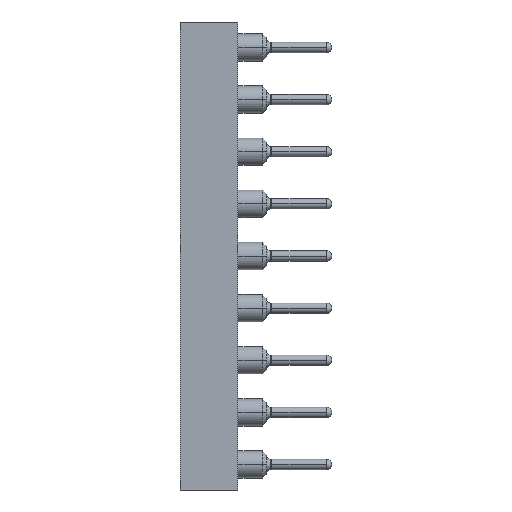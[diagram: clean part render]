
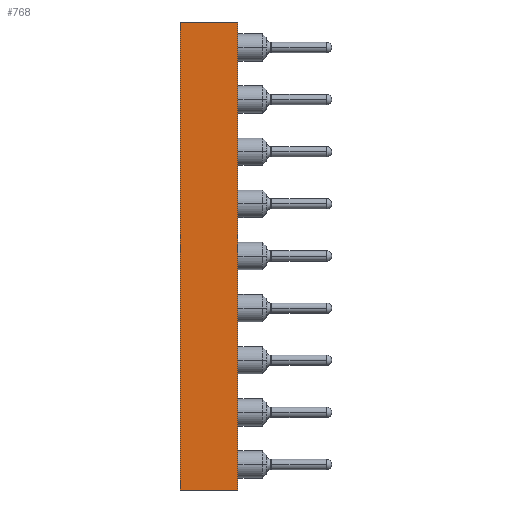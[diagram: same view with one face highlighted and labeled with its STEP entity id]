
A CAD part, left-side view. The second image highlights one B-rep face of the part: STEP entity #768.
In plain terms, the highlighted planar face has unit normal (-1, 0, 0).
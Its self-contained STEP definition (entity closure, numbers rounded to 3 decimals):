
#768=ADVANCED_FACE('',(#2245),#2246,.T.);
#2245=FACE_OUTER_BOUND('',#3735,.T.);
#2246=PLANE('',#3736);
#3735=EDGE_LOOP('',(#8755,#8756,#8757,#8758));
#3736=AXIS2_PLACEMENT_3D('',#8759,#8760,#8761);
#8755=ORIENTED_EDGE('',*,*,#10295,.T.);
#8756=ORIENTED_EDGE('',*,*,#10296,.F.);
#8757=ORIENTED_EDGE('',*,*,#10270,.T.);
#8758=ORIENTED_EDGE('',*,*,#10294,.T.);
#8759=CARTESIAN_POINT('',(-5.05,1.4,-11.4));
#8760=DIRECTION('',(-1.0,0.0,0.0));
#8761=DIRECTION('',(0.0,-1.0,0.0));
#10270=EDGE_CURVE('',#12615,#12613,#12616,.T.);
#10294=EDGE_CURVE('',#12613,#12652,#12654,.T.);
#10295=EDGE_CURVE('',#12652,#12655,#12656,.T.);
#10296=EDGE_CURVE('',#12615,#12655,#12657,.T.);
#12613=VERTEX_POINT('',#15500);
#12615=VERTEX_POINT('',#15503);
#12616=LINE('',#15504,#15505);
#12652=VERTEX_POINT('',#15563);
#12654=LINE('',#15566,#15567);
#12655=VERTEX_POINT('',#15568);
#12656=LINE('',#15569,#15570);
#12657=LINE('',#15571,#15572);
#15500=CARTESIAN_POINT('',(-5.05,0.,-11.4));
#15503=CARTESIAN_POINT('',(-5.05,2.8,-11.4));
#15504=CARTESIAN_POINT('',(-5.05,2.8,-11.4));
#15505=VECTOR('',#18890,1.0);
#15563=CARTESIAN_POINT('',(-5.05,0.,11.4));
#15566=CARTESIAN_POINT('',(-5.05,0.,-11.4));
#15567=VECTOR('',#18914,1.0);
#15568=CARTESIAN_POINT('',(-5.05,2.8,11.4));
#15569=CARTESIAN_POINT('',(-5.05,2.8,11.4));
#15570=VECTOR('',#18915,1.0);
#15571=CARTESIAN_POINT('',(-5.05,2.8,-11.4));
#15572=VECTOR('',#18916,1.0);
#18890=DIRECTION('',(0.0,-1.0,0.0));
#18914=DIRECTION('',(0.0,0.0,1.0));
#18915=DIRECTION('',(0.0,1.0,0.0));
#18916=DIRECTION('',(0.0,0.0,1.0));
